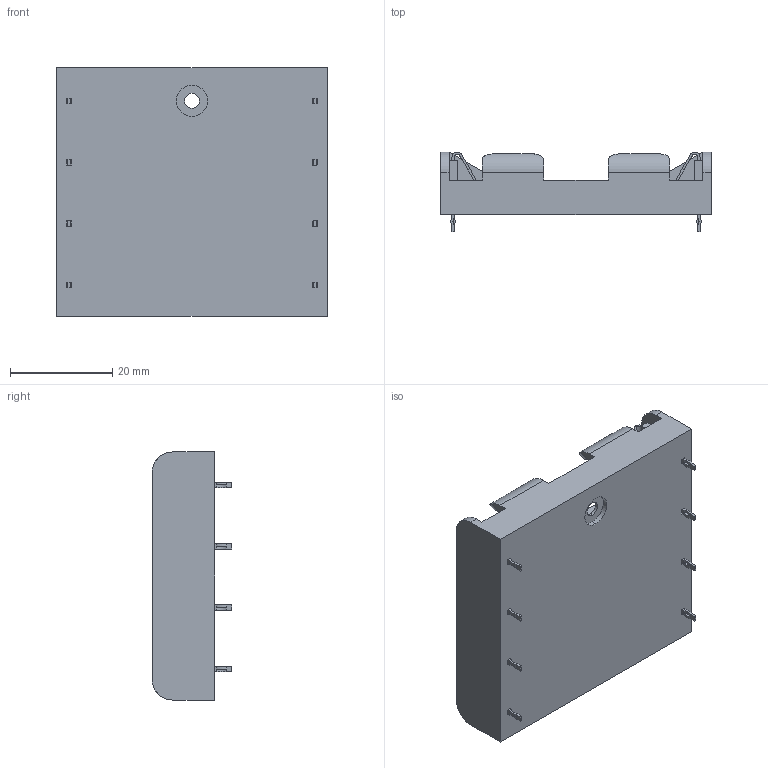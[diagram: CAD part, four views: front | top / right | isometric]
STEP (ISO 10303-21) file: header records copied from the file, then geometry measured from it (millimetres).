
FILE_DESCRIPTION (( 'STEP AP214' ), '1' );
FILE_NAME ('BK-1264-PC8.STEP', '2019-12-31T22:26:08', ( '' ), ( '' ), 'SwSTEP 2.0', 'SolidWorks 2017', '' );
FILE_SCHEMA (( 'AUTOMOTIVE_DESIGN' ));
Length unit declared in the file: millimetre
Products named in the file (1): BK-1264-PC8
Bounding box: 52.83 x 15.56 x 48.5 mm (x, y, z)
Volume: 8642.6 mm3; surface area: 13789.8 mm2
Topology: 9 solids, 9 shells, 637 faces, 1778 edges, 1180 vertices
Faces by surface type: plane 517, cylinder 120
Entity records: 20622 total; most frequent: CARTESIAN_POINT 3836, ORIENTED_EDGE 3556, DIRECTION 3294, EDGE_CURVE 1778, LINE 1506, VECTOR 1506, VERTEX_POINT 1180, AXIS2_PLACEMENT_3D 894
